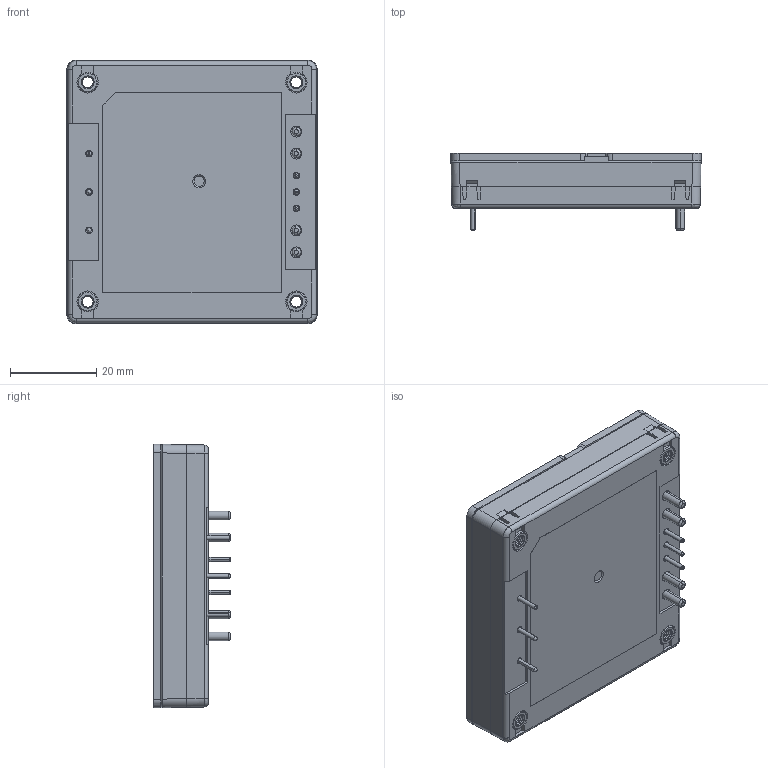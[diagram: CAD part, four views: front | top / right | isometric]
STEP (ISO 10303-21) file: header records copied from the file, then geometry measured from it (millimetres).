
FILE_DESCRIPTION (( 'STEP AP214' ), '1' );
FILE_NAME ('PH300A280 3D OUTLINE-20170220.STEP', '2017-02-20T07:50:41', ( '' ), ( '' ), 'SwSTEP 2.0', 'SolidWorks 2014', '' );
FILE_SCHEMA (( 'AUTOMOTIVE_DESIGN' ));
Length unit declared in the file: millimetre
Products named in the file (1): PH300A280 3D OUTLINE-20170220
Bounding box: 57.9 x 17.8 x 61 mm (x, y, z)
Volume: 43999.4 mm3; surface area: 11220.8 mm2
Topology: 1 solids, 1 shells, 878 faces, 2415 edges, 1576 vertices
Faces by surface type: plane 510, cylinder 285, cone 45, bspline 20, torus 16, sphere 2
Entity records: 45179 total; most frequent: CARTESIAN_POINT 14156, ORIENTED_EDGE 4818, DIRECTION 4117, EDGE_CURVE 2409, VERTEX_POINT 1572, VECTOR 1491, LINE 1491, AXIS2_PLACEMENT_3D 1313
